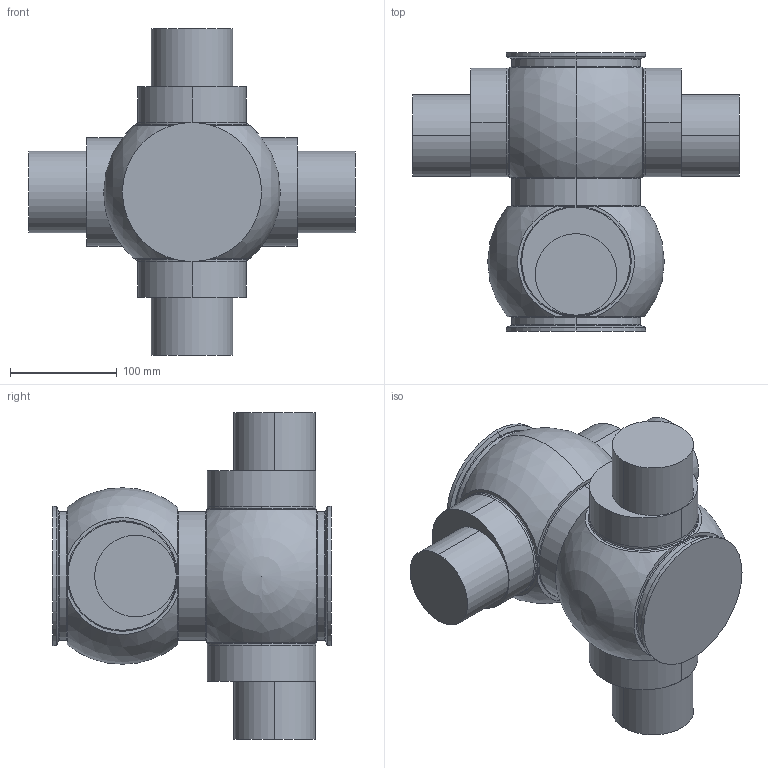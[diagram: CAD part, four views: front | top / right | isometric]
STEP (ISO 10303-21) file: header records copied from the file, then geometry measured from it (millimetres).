
FILE_DESCRIPTION (( 'STEP AP203' ), '1' );
FILE_NAME ('126915.STEP', '2018-04-02T20:05:22', ( '' ), ( '' ), 'SwSTEP 2.0', 'SolidWorks 2014', '' );
FILE_SCHEMA (( 'CONFIG_CONTROL_DESIGN' ));
Length unit declared in the file: inch
Products named in the file (1): 126915
Bounding box: 305.56 x 260.53 x 305.56 mm (x, y, z)
Volume: 6250427.5 mm3; surface area: 255387.4 mm2
Topology: 1 solids, 1 shells, 98 faces, 229 edges, 139 vertices
Faces by surface type: cylinder 34, torus 24, plane 22, bspline 8, sphere 6, cone 4
Entity records: 2965 total; most frequent: CARTESIAN_POINT 605, DIRECTION 546, ORIENTED_EDGE 446, AXIS2_PLACEMENT_3D 242, EDGE_CURVE 223, CIRCLE 151, VERTEX_POINT 135, EDGE_LOOP 106
